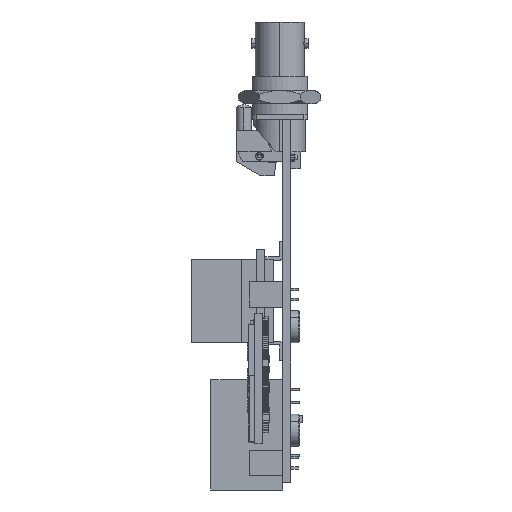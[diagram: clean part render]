
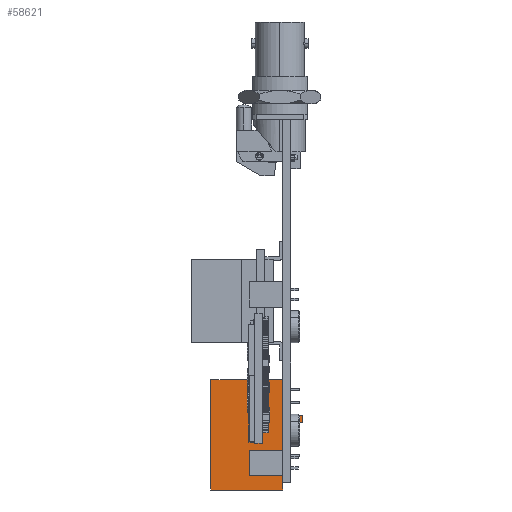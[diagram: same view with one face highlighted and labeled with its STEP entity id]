
A CAD part, left-side view. The second image highlights one B-rep face of the part: STEP entity #58621.
In plain terms, the highlighted face is planar.
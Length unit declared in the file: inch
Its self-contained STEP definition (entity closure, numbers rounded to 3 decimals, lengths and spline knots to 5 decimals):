
#2597 = CARTESIAN_POINT ( 'NONE',  ( 0.3175, 0., -0.1475 ) ) ;
#2739 = CARTESIAN_POINT ( 'NONE',  ( 0.3175, 0., 0.425 ) ) ;
#2806 = CARTESIAN_POINT ( 'NONE',  ( 0.3175, 0., -0.0925 ) ) ;
#2820 = CARTESIAN_POINT ( 'NONE',  ( 0.3175, 0.555, 0.425 ) ) ;
#2851 = CARTESIAN_POINT ( 'NONE',  ( 0.3175, -0.15, -0.0925 ) ) ;
#2855 = CARTESIAN_POINT ( 'NONE',  ( 0.3175, 0., -0.425 ) ) ;
#5248 = CARTESIAN_POINT ( 'NONE',  ( 0.3175, 0., -0.425 ) ) ;
#5253 = DIRECTION ( 'NONE',  ( 0., 0., -1. ) ) ;
#5256 = CARTESIAN_POINT ( 'NONE',  ( 0.3175, 0., -0.425 ) ) ;
#5261 = DIRECTION ( 'NONE',  ( 0., 0., -1. ) ) ;
#5416 = CARTESIAN_POINT ( 'NONE',  ( 0.3175, 0.555, 0.425 ) ) ;
#5418 = CARTESIAN_POINT ( 'NONE',  ( 0.3175, -0.15, -0.1475 ) ) ;
#5421 = DIRECTION ( 'NONE',  ( 0., -1., 0. ) ) ;
#5424 = CARTESIAN_POINT ( 'NONE',  ( 0.3175, -0.15, -0.0925 ) ) ;
#5425 = DIRECTION ( 'NONE',  ( 0., 1., 0. ) ) ;
#5426 = CARTESIAN_POINT ( 'NONE',  ( 0.3175, -0.15, -0.1475 ) ) ;
#5428 = DIRECTION ( 'NONE',  ( 0., 0., 1. ) ) ;
#5429 = DIRECTION ( 'NONE',  ( 0., 1., 0. ) ) ;
#5430 = CARTESIAN_POINT ( 'NONE',  ( 0.3175, 0.555, -0.425 ) ) ;
#5431 = DIRECTION ( 'NONE',  ( 0., -1., 0. ) ) ;
#5432 = CARTESIAN_POINT ( 'NONE',  ( 0.3175, 0.555, -0.425 ) ) ;
#5433 = DIRECTION ( 'NONE',  ( 0., 0., -1. ) ) ;
#9318 = LINE ( 'NONE', #5248, #9323 ) ;
#9323 = VECTOR ( 'NONE', #5253, 39.37008 ) ;
#9326 = LINE ( 'NONE', #5256, #9331 ) ;
#9331 = VECTOR ( 'NONE', #5261, 39.37008 ) ;
#9474 = LINE ( 'NONE', #5416, #9479 ) ;
#9476 = LINE ( 'NONE', #5418, #9487 ) ;
#9479 = VECTOR ( 'NONE', #5421, 39.37008 ) ;
#9480 = LINE ( 'NONE', #5424, #9483 ) ;
#9482 = LINE ( 'NONE', #5426, #9485 ) ;
#9483 = VECTOR ( 'NONE', #5425, 39.37008 ) ;
#9485 = VECTOR ( 'NONE', #5428, 39.37008 ) ;
#9486 = LINE ( 'NONE', #5430, #9489 ) ;
#9487 = VECTOR ( 'NONE', #5429, 39.37008 ) ;
#9488 = LINE ( 'NONE', #5432, #9491 ) ;
#9489 = VECTOR ( 'NONE', #5431, 39.37008 ) ;
#9491 = VECTOR ( 'NONE', #5433, 39.37008 ) ;
#13941 = EDGE_LOOP ( 'NONE', ( #37837, #37839, #37841, #37842, #37843, #37844, #37845, #37846 ) ) ;
#24121 = AXIS2_PLACEMENT_3D ( 'NONE', #43329, #43333, #43334 ) ;
#37837 = ORIENTED_EDGE ( 'NONE', *, *, #55293, .T. ) ;
#37839 = ORIENTED_EDGE ( 'NONE', *, *, #55372, .F. ) ;
#37841 = ORIENTED_EDGE ( 'NONE', *, *, #55373, .F. ) ;
#37842 = ORIENTED_EDGE ( 'NONE', *, *, #55374, .T. ) ;
#37843 = ORIENTED_EDGE ( 'NONE', *, *, #55289, .T. ) ;
#37844 = ORIENTED_EDGE ( 'NONE', *, *, #55375, .F. ) ;
#37845 = ORIENTED_EDGE ( 'NONE', *, *, #55376, .F. ) ;
#37846 = ORIENTED_EDGE ( 'NONE', *, *, #55370, .T. ) ;
#41598 = FACE_OUTER_BOUND ( 'NONE', #13941, .T. ) ;
#43327 = PLANE ( 'NONE',  #24121 ) ;
#43329 = CARTESIAN_POINT ( 'NONE',  ( 0.3175, 0.555, -0.425 ) ) ;
#43333 = DIRECTION ( 'NONE',  ( -1., 0., 0. ) ) ;
#43334 = DIRECTION ( 'NONE',  ( 0., 0., 1. ) ) ;
#43598 = VERTEX_POINT ( 'NONE', #2597 ) ;
#43792 = VERTEX_POINT ( 'NONE', #2739 ) ;
#43875 = VERTEX_POINT ( 'NONE', #2806 ) ;
#43890 = VERTEX_POINT ( 'NONE', #2820 ) ;
#43925 = VERTEX_POINT ( 'NONE', #2851 ) ;
#43930 = VERTEX_POINT ( 'NONE', #2855 ) ;
#52978 = VERTEX_POINT ( 'NONE', #61106 ) ;
#52998 = VERTEX_POINT ( 'NONE', #61120 ) ;
#55289 = EDGE_CURVE ( 'NONE', #43598, #43930, #9318, .T. ) ;
#55293 = EDGE_CURVE ( 'NONE', #43792, #43875, #9326, .T. ) ;
#55370 = EDGE_CURVE ( 'NONE', #43890, #43792, #9474, .T. ) ;
#55372 = EDGE_CURVE ( 'NONE', #43925, #43875, #9480, .T. ) ;
#55373 = EDGE_CURVE ( 'NONE', #52978, #43925, #9482, .T. ) ;
#55374 = EDGE_CURVE ( 'NONE', #52978, #43598, #9476, .T. ) ;
#55375 = EDGE_CURVE ( 'NONE', #52998, #43930, #9486, .T. ) ;
#55376 = EDGE_CURVE ( 'NONE', #43890, #52998, #9488, .T. ) ;
#58621 = ADVANCED_FACE ( 'NONE', ( #41598 ), #43327, .F. ) ;
#61106 = CARTESIAN_POINT ( 'NONE',  ( 0.3175, -0.15, -0.1475 ) ) ;
#61120 = CARTESIAN_POINT ( 'NONE',  ( 0.3175, 0.555, -0.425 ) ) ;
